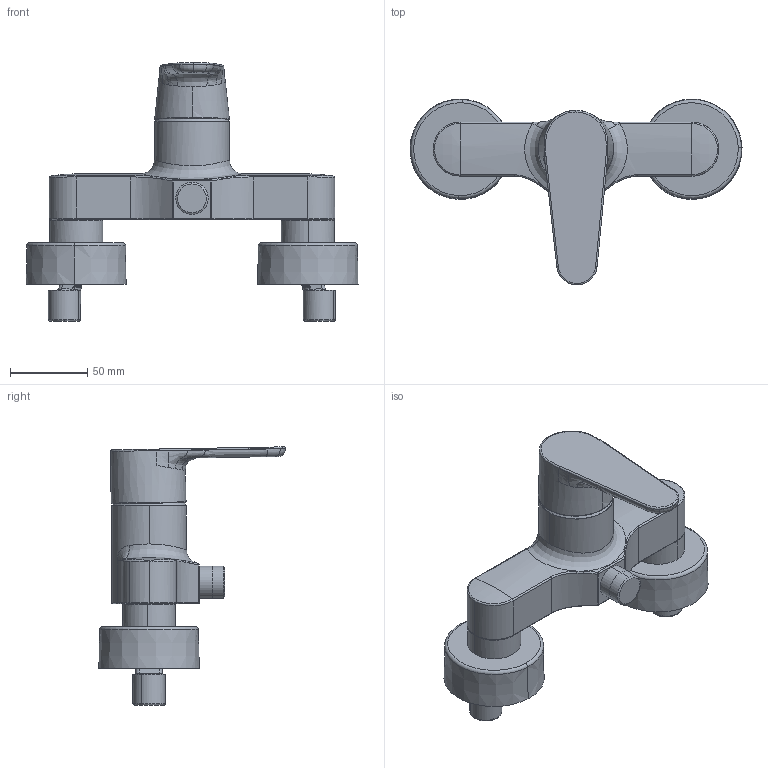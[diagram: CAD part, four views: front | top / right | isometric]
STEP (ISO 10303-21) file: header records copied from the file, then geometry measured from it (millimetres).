
FILE_DESCRIPTION (( 'STEP AP203' ), '1' );
FILE_NAME ('52450163(2022).STEP', '2022-02-07T12:00:44', ( '' ), ( '' ), 'SwSTEP 2.0', 'SolidWorks 2016', '' );
FILE_SCHEMA (( 'CONFIG_CONTROL_DESIGN' ));
Length unit declared in the file: millimetre
Products named in the file (1): 52450163(2022)
Bounding box: 214.96 x 120.59 x 167.27 mm (x, y, z)
Volume: 464830.8 mm3; surface area: 88943.4 mm2
Topology: 1 solids, 1 shells, 335 faces, 825 edges, 500 vertices
Faces by surface type: bspline 135, cylinder 106, plane 57, torus 18, cone 10, sphere 9
Entity records: 23199 total; most frequent: CARTESIAN_POINT 16555, ORIENTED_EDGE 1630, DIRECTION 931, EDGE_CURVE 815, VERTEX_POINT 499, B_SPLINE_CURVE_WITH_KNOTS 415, AXIS2_PLACEMENT_3D 375, EDGE_LOOP 360
